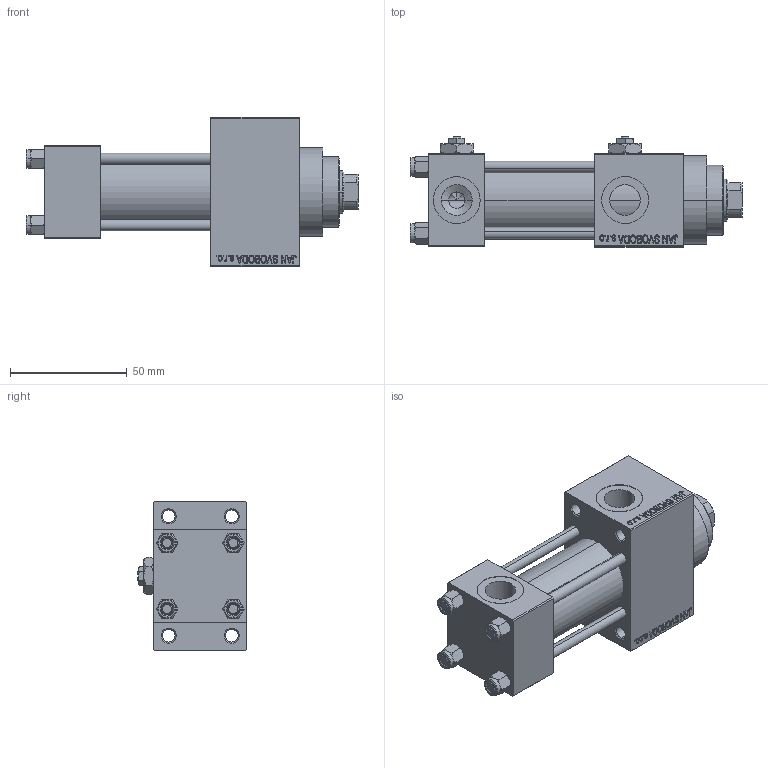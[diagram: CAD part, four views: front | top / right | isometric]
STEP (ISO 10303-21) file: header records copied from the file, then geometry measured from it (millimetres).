
FILE_DESCRIPTION (( 'STEP AP203' ), '1' );
FILE_NAME ('a877.STEP', '2022-04-15T08:23:13', ( '' ), ( '' ), 'SwSTEP 2.0', 'SolidWorks 2019', '' );
FILE_SCHEMA (( 'CONFIG_CONTROL_DESIGN' ));
Length unit declared in the file: millimetre
Products named in the file (7): Zatka_pro_OIL_PORT 58760f89a46ca5fcb364c3f416ea0550; a877; NUT_M5_D 58760f89a46ca5fcb364c3f416ea0550; V215_VC_A 58760f89a46ca5fcb364c3f416ea0550; V215CR_D_Body 58760f89a46ca5fcb364c3f416ea0550; V215CR_VCP_D 58760f89a46ca5fcb364c3f416ea0550; V215CR_D_TYCINKA 58760f89a46ca5fcb364c3f416ea0550
Assembly tree (13 placements, depth 2):
  a877
    V215CR_D_Body 58760f89a46ca5fcb364c3f416ea0550
    V215CR_VCP_D 58760f89a46ca5fcb364c3f416ea0550
    NUT_M5_D 58760f89a46ca5fcb364c3f416ea0550  x4
    V215CR_D_TYCINKA 58760f89a46ca5fcb364c3f416ea0550  x4
    V215_VC_A 58760f89a46ca5fcb364c3f416ea0550
    Zatka_pro_OIL_PORT 58760f89a46ca5fcb364c3f416ea0550  x2
Bounding box: 142 x 47 x 64 mm (x, y, z)
Volume: 178098.1 mm3; surface area: 66275.7 mm2
Topology: 13 solids, 13 shells, 1200 faces, 2971 edges, 1912 vertices
Faces by surface type: plane 541, bspline 368, cone 186, cylinder 97, torus 8
Entity records: 49078 total; most frequent: CARTESIAN_POINT 25640, ORIENTED_EDGE 5242, DIRECTION 3419, EDGE_CURVE 2621, VERTEX_POINT 1710, LINE 1549, VECTOR 1549, EDGE_LOOP 1175
